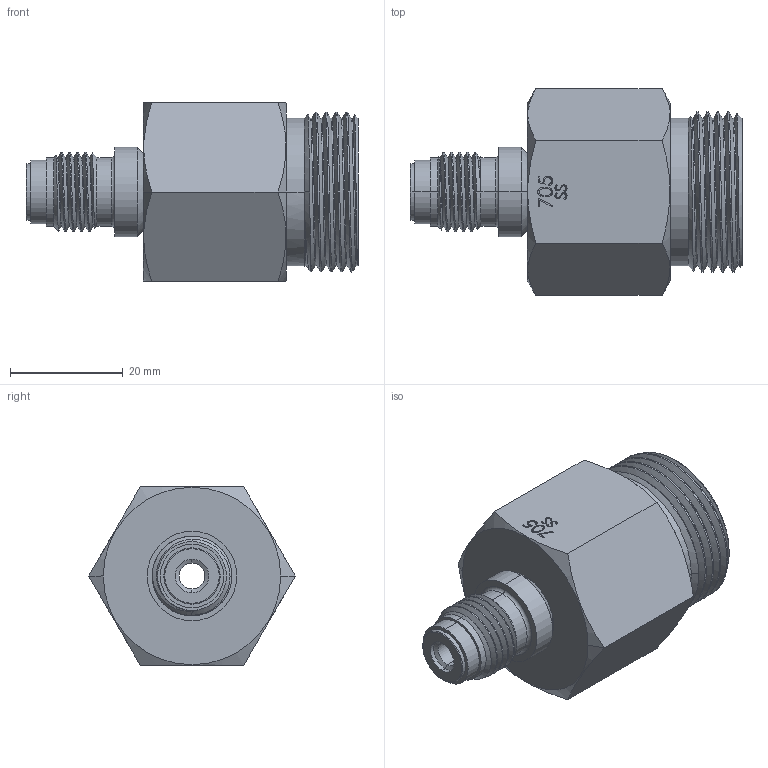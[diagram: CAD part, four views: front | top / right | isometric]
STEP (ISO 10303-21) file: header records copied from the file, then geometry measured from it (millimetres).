
FILE_DESCRIPTION (( 'STEP AP203' ), '1' );
FILE_NAME ('AD-705MSS-4MFS.STEP', '2025-08-07T19:39:44', ( '' ), ( '' ), 'SwSTEP 2.0', 'SolidWorks 2018', '' );
FILE_SCHEMA (( 'CONFIG_CONTROL_DESIGN' ));
Length unit declared in the file: inch
Products named in the file (3): AD-705MSS-4MFS; PRT-000959; PRT-001202
Assembly tree (2 placements, depth 2):
  AD-705MSS-4MFS
    PRT-001202
    PRT-000959
Bounding box: 58.93 x 36.66 x 31.75 mm (x, y, z)
Volume: 27787.8 mm3; surface area: 10156.4 mm2
Topology: 2 solids, 2 shells, 193 faces, 506 edges, 328 vertices
Faces by surface type: bspline 59, cone 53, cylinder 40, plane 37, torus 4
Entity records: 18443 total; most frequent: CARTESIAN_POINT 14021, ORIENTED_EDGE 1012, DIRECTION 611, EDGE_CURVE 506, VERTEX_POINT 328, AXIS2_PLACEMENT_3D 211, EDGE_LOOP 208, B_SPLINE_CURVE_WITH_KNOTS 205
